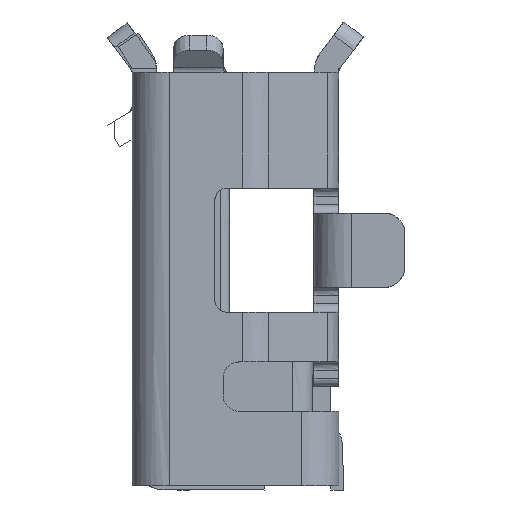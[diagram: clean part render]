
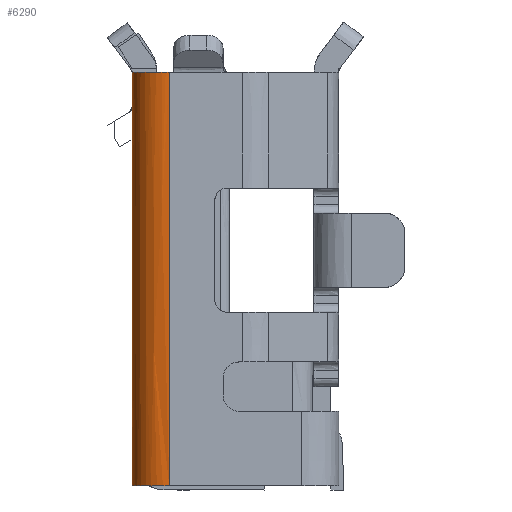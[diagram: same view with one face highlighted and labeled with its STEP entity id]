
A CAD part, left-side view. The second image highlights one B-rep face of the part: STEP entity #6290.
In plain terms, the highlighted free-form (B-spline) face has degree [3, 3] with [10, 4] control points.
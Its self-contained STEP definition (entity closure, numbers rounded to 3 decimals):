
#1283 = CARTESIAN_POINT ( 'NONE',  ( 94.344, 2.707, 5.3 ) ) ;
#1595 = CARTESIAN_POINT ( 'NONE',  ( 94.508, 2.837, 5.4 ) ) ;
#1701 = CARTESIAN_POINT ( 'NONE',  ( 94.418, 2.781, 3.667 ) ) ;
#1818 = CARTESIAN_POINT ( 'NONE',  ( 94.714, 2.875, 5.4 ) ) ;
#1895 = CARTESIAN_POINT ( 'NONE',  ( 94.25, 2.425, 0.3 ) ) ;
#1932 = CARTESIAN_POINT ( 'NONE',  ( 94.609, 2.87, 1.933 ) ) ;
#1938 = LINE ( 'NONE', #26130, #29907 ) ;
#2264 = VERTEX_POINT ( 'NONE', #30332 ) ;
#2297 = CARTESIAN_POINT ( 'NONE',  ( 94.25, 2.411, 0.2 ) ) ;
#3775 = CARTESIAN_POINT ( 'NONE',  ( 94.418, 2.781, 5.3 ) ) ;
#4012 = CARTESIAN_POINT ( 'NONE',  ( 94.288, 2.617, 5.3 ) ) ;
#4539 = CARTESIAN_POINT ( 'NONE',  ( 94.418, 2.781, 5.4 ) ) ;
#4622 = CARTESIAN_POINT ( 'NONE',  ( 94.67, 2.875, 0.3 ) ) ;
#4995 = EDGE_LOOP ( 'NONE', ( #15135, #14692, #14182, #5373 ) ) ;
#5373 = ORIENTED_EDGE ( 'NONE', *, *, #32471, .T. ) ;
#6290 = ADVANCED_FACE ( 'NONE', ( #22639 ), #26022, .T. ) ;
#7292 = CARTESIAN_POINT ( 'NONE',  ( 94.609, 2.87, 0.2 ) ) ;
#7525 = CARTESIAN_POINT ( 'NONE',  ( 94.679, 2.876, 0.2 ) ) ;
#7640 = CARTESIAN_POINT ( 'NONE',  ( 94.255, 2.516, 1.933 ) ) ;
#7762 = CARTESIAN_POINT ( 'NONE',  ( 94.25, 2.411, 1.933 ) ) ;
#8132 = CARTESIAN_POINT ( 'NONE',  ( 94.249, 2.446, 1.933 ) ) ;
#9042 = VERTEX_POINT ( 'NONE', #27178 ) ;
#9715 = CARTESIAN_POINT ( 'NONE',  ( 94.7, 2.875, 5.3 ) ) ;
#10216 = VERTEX_POINT ( 'NONE', #19199 ) ;
#10262 = CARTESIAN_POINT ( 'NONE',  ( 94.714, 2.875, 3.667 ) ) ;
#10376 = CARTESIAN_POINT ( 'NONE',  ( 94.249, 2.446, 3.667 ) ) ;
#10449 = CARTESIAN_POINT ( 'NONE',  ( 94.25, 2.455, 0.3 ) ) ;
#10841 = CARTESIAN_POINT ( 'NONE',  ( 94.288, 2.617, 3.667 ) ) ;
#10862 = DIRECTION ( 'NONE',  ( 0., 0., -1. ) ) ;
#11505 = VECTOR ( 'NONE', #10862, 1000. ) ;
#11960 = CARTESIAN_POINT ( 'NONE',  ( 94.508, 2.837, 5.3 ) ) ;
#12081 = CARTESIAN_POINT ( 'NONE',  ( 94.604, 2.868, 5.3 ) ) ;
#12376 = EDGE_CURVE ( 'NONE', #17969, #2264, #1938, .T. ) ;
#12987 = CARTESIAN_POINT ( 'NONE',  ( 94.609, 2.87, 5.4 ) ) ;
#13186 = CARTESIAN_POINT ( 'NONE',  ( 94.604, 2.868, 0.3 ) ) ;
#13342 = CARTESIAN_POINT ( 'NONE',  ( 94.344, 2.707, 0.2 ) ) ;
#13925 = B_SPLINE_CURVE_WITH_KNOTS ( 'NONE', 3,
 ( #9715, #22718, #12081, #11960, #3775, #1283, #4012, #25452, #28599, #28260 ),
 .UNSPECIFIED., .F., .F.,
 ( 4, 1, 1, 1, 1, 1, 1, 4 ),
 ( 0., 0., 0., 0., 0., 0.001, 0.001, 0.001 ),
 .UNSPECIFIED. ) ;
#14182 = ORIENTED_EDGE ( 'NONE', *, *, #24846, .F. ) ;
#14692 = ORIENTED_EDGE ( 'NONE', *, *, #12376, .F. ) ;
#15135 = ORIENTED_EDGE ( 'NONE', *, *, #15498, .F. ) ;
#15308 = CARTESIAN_POINT ( 'NONE',  ( 94.344, 2.707, 0.3 ) ) ;
#15498 = EDGE_CURVE ( 'NONE', #2264, #9042, #35009, .T. ) ;
#15536 = CARTESIAN_POINT ( 'NONE',  ( 94.7, 2.875, 0.3 ) ) ;
#15813 = CARTESIAN_POINT ( 'NONE',  ( 94.255, 2.516, 0.2 ) ) ;
#15910 = CARTESIAN_POINT ( 'NONE',  ( 94.288, 2.617, 1.933 ) ) ;
#16029 = CARTESIAN_POINT ( 'NONE',  ( 94.249, 2.446, 5.4 ) ) ;
#17942 = CARTESIAN_POINT ( 'NONE',  ( 94.418, 2.781, 1.933 ) ) ;
#17969 = VERTEX_POINT ( 'NONE', #22054 ) ;
#18056 = CARTESIAN_POINT ( 'NONE',  ( 94.508, 2.837, 1.933 ) ) ;
#18165 = CARTESIAN_POINT ( 'NONE',  ( 94.679, 2.876, 5.4 ) ) ;
#19199 = CARTESIAN_POINT ( 'NONE',  ( 94.7, 2.875, 5.3 ) ) ;
#20866 = CARTESIAN_POINT ( 'NONE',  ( 94.257, 2.521, 0.3 ) ) ;
#20977 = CARTESIAN_POINT ( 'NONE',  ( 94.508, 2.837, 0.3 ) ) ;
#21085 = CARTESIAN_POINT ( 'NONE',  ( 94.418, 2.781, 0.3 ) ) ;
#21123 = CARTESIAN_POINT ( 'NONE',  ( 94.288, 2.617, 0.2 ) ) ;
#21596 = CARTESIAN_POINT ( 'NONE',  ( 94.344, 2.707, 3.667 ) ) ;
#21621 = CARTESIAN_POINT ( 'NONE',  ( 94.7, 2.875, 2.8 ) ) ;
#22054 = CARTESIAN_POINT ( 'NONE',  ( 94.25, 2.425, 5.3 ) ) ;
#22639 = FACE_OUTER_BOUND ( 'NONE', #4995, .T. ) ;
#22718 = CARTESIAN_POINT ( 'NONE',  ( 94.67, 2.875, 5.3 ) ) ;
#23742 = CARTESIAN_POINT ( 'NONE',  ( 94.714, 2.875, 0.2 ) ) ;
#23975 = CARTESIAN_POINT ( 'NONE',  ( 94.25, 2.411, 5.4 ) ) ;
#24846 = EDGE_CURVE ( 'NONE', #10216, #17969, #13925, .T. ) ;
#25054 = LINE ( 'NONE', #21621, #11505 ) ;
#25452 = CARTESIAN_POINT ( 'NONE',  ( 94.257, 2.521, 5.3 ) ) ;
#26022 = B_SPLINE_SURFACE_WITH_KNOTS ( 'NONE', 3, 3, ( 
 ( #23742, #34386, #10262, #1818 ),
 ( #7525, #26463, #29156, #18165 ),
 ( #7292, #1932, #26348, #12987 ),
 ( #31908, #18056, #34618, #1595 ),
 ( #34139, #17942, #1701, #4539 ),
 ( #13342, #26583, #21596, #35066 ),
 ( #21123, #15910, #10841, #32012 ),
 ( #15813, #7640, #32358, #29271 ),
 ( #26822, #8132, #10376, #16029 ),
 ( #2297, #7762, #32245, #23975 ) ),
 .UNSPECIFIED., .F., .F., .F.,
 ( 4, 1, 1, 1, 1, 1, 1, 4 ),
 ( 4, 4 ),
 ( 1.539, 1.773, 2.006, 2.24, 2.473, 2.706, 2.94, 3.173 ),
 ( 0., 5.2 ),
 .UNSPECIFIED. ) ;
#26130 = CARTESIAN_POINT ( 'NONE',  ( 94.25, 2.425, 2.8 ) ) ;
#26348 = CARTESIAN_POINT ( 'NONE',  ( 94.609, 2.87, 3.667 ) ) ;
#26463 = CARTESIAN_POINT ( 'NONE',  ( 94.679, 2.876, 1.933 ) ) ;
#26583 = CARTESIAN_POINT ( 'NONE',  ( 94.344, 2.707, 1.933 ) ) ;
#26822 = CARTESIAN_POINT ( 'NONE',  ( 94.249, 2.446, 0.2 ) ) ;
#27178 = CARTESIAN_POINT ( 'NONE',  ( 94.7, 2.875, 0.3 ) ) ;
#28260 = CARTESIAN_POINT ( 'NONE',  ( 94.25, 2.425, 5.3 ) ) ;
#28599 = CARTESIAN_POINT ( 'NONE',  ( 94.25, 2.455, 5.3 ) ) ;
#29156 = CARTESIAN_POINT ( 'NONE',  ( 94.679, 2.876, 3.667 ) ) ;
#29271 = CARTESIAN_POINT ( 'NONE',  ( 94.255, 2.516, 5.4 ) ) ;
#29907 = VECTOR ( 'NONE', #31328, 1000. ) ;
#30332 = CARTESIAN_POINT ( 'NONE',  ( 94.25, 2.425, 0.3 ) ) ;
#31328 = DIRECTION ( 'NONE',  ( 0., 0., -1. ) ) ;
#31908 = CARTESIAN_POINT ( 'NONE',  ( 94.508, 2.837, 0.2 ) ) ;
#32012 = CARTESIAN_POINT ( 'NONE',  ( 94.288, 2.617, 5.4 ) ) ;
#32245 = CARTESIAN_POINT ( 'NONE',  ( 94.25, 2.411, 3.667 ) ) ;
#32358 = CARTESIAN_POINT ( 'NONE',  ( 94.255, 2.516, 3.667 ) ) ;
#32471 = EDGE_CURVE ( 'NONE', #10216, #9042, #25054, .T. ) ;
#34139 = CARTESIAN_POINT ( 'NONE',  ( 94.418, 2.781, 0.2 ) ) ;
#34216 = CARTESIAN_POINT ( 'NONE',  ( 94.288, 2.617, 0.3 ) ) ;
#34386 = CARTESIAN_POINT ( 'NONE',  ( 94.714, 2.875, 1.933 ) ) ;
#34618 = CARTESIAN_POINT ( 'NONE',  ( 94.508, 2.837, 3.667 ) ) ;
#35009 = B_SPLINE_CURVE_WITH_KNOTS ( 'NONE', 3,
 ( #1895, #10449, #20866, #34216, #15308, #21085, #20977, #13186, #4622, #15536 ),
 .UNSPECIFIED., .F., .F.,
 ( 4, 1, 1, 1, 1, 1, 1, 4 ),
 ( 0., 0., 0., 0., 0., 0.001, 0.001, 0.001 ),
 .UNSPECIFIED. ) ;
#35066 = CARTESIAN_POINT ( 'NONE',  ( 94.344, 2.707, 5.4 ) ) ;
